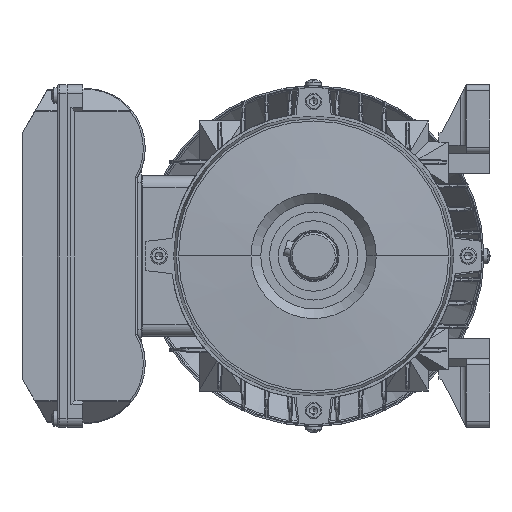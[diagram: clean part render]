
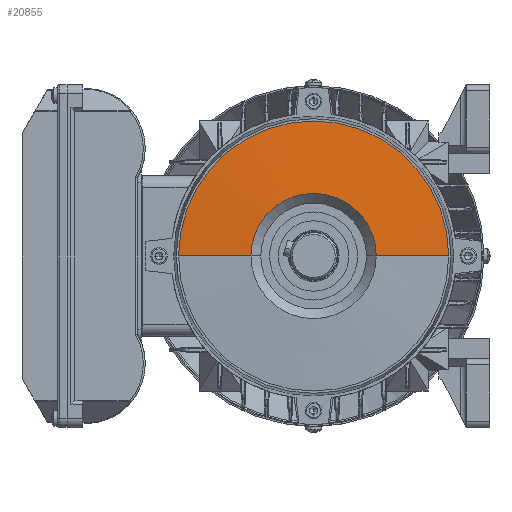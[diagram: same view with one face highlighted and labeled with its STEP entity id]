
A CAD part, left-side view. The second image highlights one B-rep face of the part: STEP entity #20855.
In plain terms, the highlighted conical face has half-angle 86 degrees and reference radius 32 mm.
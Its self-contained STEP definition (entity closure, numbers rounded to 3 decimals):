
#20855 = ADVANCED_FACE ( 'NONE', ( #30135 ), #30134, .T. ) ;
#20856 = EDGE_LOOP ( 'NONE', ( #20857, #20859, #20952, #20956 ) ) ;
#20857 = ORIENTED_EDGE ( 'NONE', *, *, #20858, .F. ) ;
#20858 = EDGE_CURVE ( 'NONE', #20979, #20888, #30259, .T. ) ;
#20859 = ORIENTED_EDGE ( 'NONE', *, *, #20861, .T. ) ;
#20861 = EDGE_CURVE ( 'NONE', #20979, #20862, #30249, .T. ) ;
#20862 = VERTEX_POINT ( 'NONE', #30242 ) ;
#20888 = VERTEX_POINT ( 'NONE', #30322 ) ;
#20952 = ORIENTED_EDGE ( 'NONE', *, *, #20953, .T. ) ;
#20953 = EDGE_CURVE ( 'NONE', #20862, #20954, #30423, .T. ) ;
#20954 = VERTEX_POINT ( 'NONE', #30414 ) ;
#20956 = ORIENTED_EDGE ( 'NONE', *, *, #20957, .F. ) ;
#20957 = EDGE_CURVE ( 'NONE', #20888, #20954, #28286, .T. ) ;
#20979 = VERTEX_POINT ( 'NONE', #30487 ) ;
#28284 = CARTESIAN_POINT ( 'NONE',  ( 0., 32., 0. ) ) ;
#28286 = LINE ( 'NONE', #28284, #28848 ) ;
#28841 = DIRECTION ( 'NONE',  ( 0.07, 0.998, 0. ) ) ;
#28848 = VECTOR ( 'NONE', #28841, 1000. ) ;
#30125 = DIRECTION ( 'NONE',  ( 1., 0., 0. ) ) ;
#30126 = CARTESIAN_POINT ( 'NONE',  ( 0., 0., 0. ) ) ;
#30132 = AXIS2_PLACEMENT_3D ( 'NONE', #30126, #30125, #30263 ) ;
#30134 = CONICAL_SURFACE ( 'NONE', #30132, 32., 1.501 ) ;
#30135 = FACE_OUTER_BOUND ( 'NONE', #20856, .T. ) ;
#30242 = CARTESIAN_POINT ( 'NONE',  ( 2.587, -69., 0. ) ) ;
#30244 = DIRECTION ( 'NONE',  ( 0.07, -0.998, 0. ) ) ;
#30245 = VECTOR ( 'NONE', #30244, 1000. ) ;
#30247 = CARTESIAN_POINT ( 'NONE',  ( 0., -32., 0. ) ) ;
#30249 = LINE ( 'NONE', #30247, #30245 ) ;
#30252 = DIRECTION ( 'NONE',  ( 0., -1., 0. ) ) ;
#30254 = DIRECTION ( 'NONE',  ( -1., 0., 0. ) ) ;
#30256 = CARTESIAN_POINT ( 'NONE',  ( 0., 0., 0. ) ) ;
#30258 = AXIS2_PLACEMENT_3D ( 'NONE', #30256, #30254, #30252 ) ;
#30259 = CIRCLE ( 'NONE', #30258, 32. ) ;
#30263 = DIRECTION ( 'NONE',  ( 0., 1., 0. ) ) ;
#30322 = CARTESIAN_POINT ( 'NONE',  ( 0., 32., 0. ) ) ;
#30414 = CARTESIAN_POINT ( 'NONE',  ( 2.587, 69., 0. ) ) ;
#30417 = DIRECTION ( 'NONE',  ( 0., -1., 0. ) ) ;
#30419 = DIRECTION ( 'NONE',  ( -1., 0., 0. ) ) ;
#30420 = CARTESIAN_POINT ( 'NONE',  ( 2.587, 0., 0. ) ) ;
#30421 = AXIS2_PLACEMENT_3D ( 'NONE', #30420, #30419, #30417 ) ;
#30423 = CIRCLE ( 'NONE', #30421, 69. ) ;
#30487 = CARTESIAN_POINT ( 'NONE',  ( 0., -32., 0. ) ) ;
